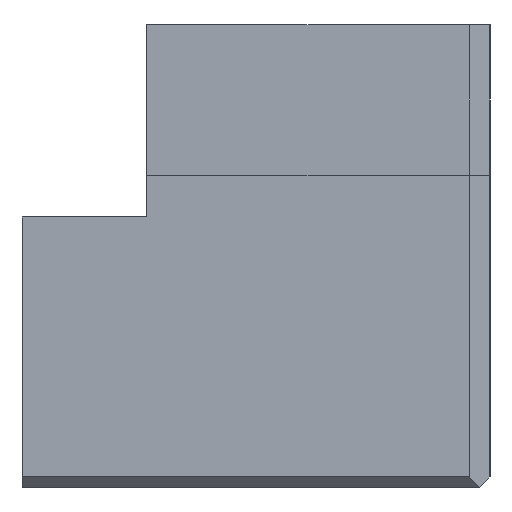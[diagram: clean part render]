
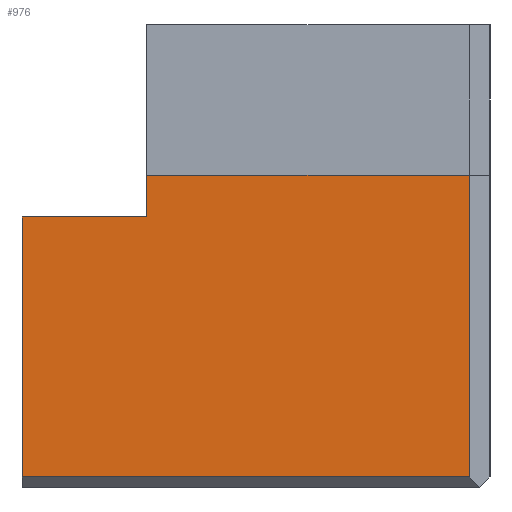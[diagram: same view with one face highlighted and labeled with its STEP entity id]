
A CAD part, left-side view. The second image highlights one B-rep face of the part: STEP entity #976.
In plain terms, the highlighted planar face has unit normal (-1, 0, 0).
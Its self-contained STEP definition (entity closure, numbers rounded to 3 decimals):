
#62=FACE_OUTER_BOUND('',#121,.T.);
#121=EDGE_LOOP('',(#760,#761,#762,#763,#764,#765));
#165=LINE('',#1403,#280);
#171=LINE('',#1414,#286);
#188=LINE('',#1452,#303);
#192=LINE('',#1472,#307);
#200=LINE('',#1487,#315);
#216=LINE('',#1527,#331);
#280=VECTOR('',#1128,10.);
#286=VECTOR('',#1136,10.);
#303=VECTOR('',#1169,100.);
#307=VECTOR('',#1191,100.);
#315=VECTOR('',#1203,100.);
#331=VECTOR('',#1247,10.);
#415=VERTEX_POINT('',#1400);
#416=VERTEX_POINT('',#1402);
#420=VERTEX_POINT('',#1412);
#433=VERTEX_POINT('',#1450);
#439=VERTEX_POINT('',#1469);
#440=VERTEX_POINT('',#1471);
#508=EDGE_CURVE('',#415,#416,#165,.T.);
#514=EDGE_CURVE('',#420,#415,#171,.T.);
#533=EDGE_CURVE('',#433,#420,#188,.T.);
#541=EDGE_CURVE('',#439,#440,#192,.T.);
#549=EDGE_CURVE('',#440,#433,#200,.T.);
#570=EDGE_CURVE('',#439,#416,#216,.T.);
#760=ORIENTED_EDGE('',*,*,#508,.F.);
#761=ORIENTED_EDGE('',*,*,#514,.F.);
#762=ORIENTED_EDGE('',*,*,#533,.F.);
#763=ORIENTED_EDGE('',*,*,#549,.F.);
#764=ORIENTED_EDGE('',*,*,#541,.F.);
#765=ORIENTED_EDGE('',*,*,#570,.T.);
#924=PLANE('',#1061);
#976=ADVANCED_FACE('',(#62),#924,.T.);
#1061=AXIS2_PLACEMENT_3D('',#1528,#1248,#1249);
#1128=DIRECTION('',(0.,1.,0.));
#1136=DIRECTION('',(0.,0.,-1.));
#1169=DIRECTION('',(0.,-1.,0.));
#1191=DIRECTION('',(0.,-1.,0.));
#1203=DIRECTION('',(0.,0.,1.));
#1247=DIRECTION('',(0.,0.,-1.));
#1248=DIRECTION('center_axis',(-1.,0.,0.));
#1249=DIRECTION('ref_axis',(0.,-1.,0.));
#1400=CARTESIAN_POINT('',(-38.341,-8.007,-8.));
#1402=CARTESIAN_POINT('',(-38.341,34.993,-8.));
#1403=CARTESIAN_POINT('',(-38.341,22.743,-8.));
#1412=CARTESIAN_POINT('',(-38.341,-8.007,21.));
#1414=CARTESIAN_POINT('',(-38.341,-8.007,-9.));
#1450=CARTESIAN_POINT('',(-38.341,22.993,21.));
#1452=CARTESIAN_POINT('',(-38.341,-23.007,21.));
#1469=CARTESIAN_POINT('',(-38.341,34.993,17.));
#1471=CARTESIAN_POINT('',(-38.341,22.993,17.));
#1472=CARTESIAN_POINT('',(-38.341,37.993,17.));
#1487=CARTESIAN_POINT('',(-38.341,22.993,-9.));
#1527=CARTESIAN_POINT('',(-38.341,34.993,-9.));
#1528=CARTESIAN_POINT('Origin',(-38.341,37.993,-9.));
